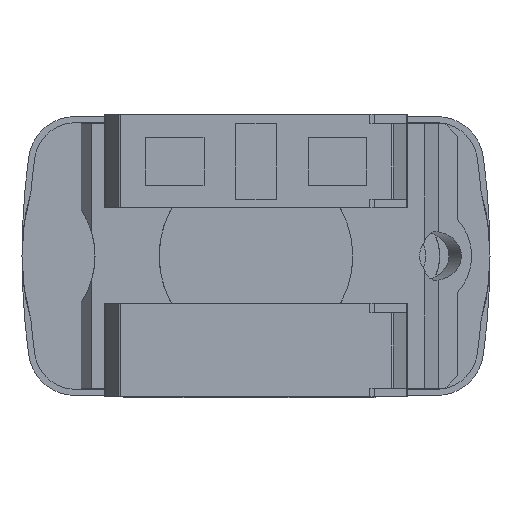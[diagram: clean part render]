
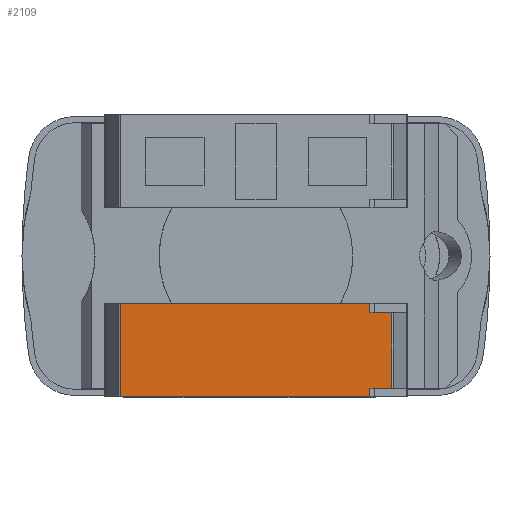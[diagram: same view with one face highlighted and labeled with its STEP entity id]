
A CAD part, front view. The second image highlights one B-rep face of the part: STEP entity #2109.
In plain terms, the highlighted planar face has unit normal (0, -1, 0).
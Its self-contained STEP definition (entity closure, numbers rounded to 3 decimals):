
#2109=ADVANCED_FACE('',(#6465),#6467,.T.);
#6465=FACE_BOUND('',#6466,.T.);
#6466=EDGE_LOOP('',(#10252,#10253,#10254,#10255,#10256,#10257,#10258,#10259));
#6467=PLANE('',#6468);
#6468=AXIS2_PLACEMENT_3D('',#6469,#6470,#6471);
#6469=CARTESIAN_POINT('',(-14.359,-28.7,-5.));
#6470=DIRECTION('',(0.,-1.,0.));
#6471=DIRECTION('',(1.,0.,0.));
#10252=ORIENTED_EDGE('',*,*,#12686,.F.);
#10253=ORIENTED_EDGE('',*,*,#12585,.F.);
#10254=ORIENTED_EDGE('',*,*,#12687,.F.);
#10255=ORIENTED_EDGE('',*,*,#12541,.F.);
#10256=ORIENTED_EDGE('',*,*,#12685,.T.);
#10257=ORIENTED_EDGE('',*,*,#12679,.T.);
#10258=ORIENTED_EDGE('',*,*,#12688,.T.);
#10259=ORIENTED_EDGE('',*,*,#12615,.T.);
#12541=EDGE_CURVE('',#14621,#14623,#14624,.T.);
#12585=EDGE_CURVE('',#14705,#14707,#14708,.T.);
#12615=EDGE_CURVE('',#14762,#14760,#14763,.T.);
#12679=EDGE_CURVE('',#14884,#14882,#14885,.T.);
#12685=EDGE_CURVE('',#14621,#14884,#14893,.T.);
#12686=EDGE_CURVE('',#14707,#14760,#14894,.T.);
#12687=EDGE_CURVE('',#14623,#14705,#14895,.T.);
#12688=EDGE_CURVE('',#14882,#14762,#14896,.T.);
#14621=VERTEX_POINT('',#19166);
#14623=VERTEX_POINT('',#19171);
#14624=LINE('',#19172,#19173);
#14705=VERTEX_POINT('',#19353);
#14707=VERTEX_POINT('',#19357);
#14708=LINE('',#19358,#19359);
#14760=VERTEX_POINT('',#19472);
#14762=VERTEX_POINT('',#19477);
#14763=LINE('',#19478,#19479);
#14882=VERTEX_POINT('',#19743);
#14884=VERTEX_POINT('',#19747);
#14885=LINE('',#19748,#19749);
#14893=LINE('',#19770,#19771);
#14894=LINE('',#19773,#19774);
#14895=LINE('',#19776,#19777);
#14896=LINE('',#19779,#19780);
#19166=CARTESIAN_POINT('',(-14.359,-28.7,-5.));
#19171=CARTESIAN_POINT('',(12.05,-28.7,-5.));
#19172=CARTESIAN_POINT('',(-14.359,-28.7,-5.));
#19173=VECTOR('',#19174,1.);
#19174=DIRECTION('',(1.,0.,0.));
#19353=CARTESIAN_POINT('',(12.05,-28.7,-6.));
#19357=CARTESIAN_POINT('',(14.359,-28.7,-6.));
#19358=CARTESIAN_POINT('',(12.05,-28.7,-6.));
#19359=VECTOR('',#19360,1.);
#19360=DIRECTION('',(1.,0.,0.));
#19472=CARTESIAN_POINT('',(14.359,-28.7,-14.));
#19477=CARTESIAN_POINT('',(12.05,-28.7,-14.));
#19478=CARTESIAN_POINT('',(12.05,-28.7,-14.));
#19479=VECTOR('',#19480,1.);
#19480=DIRECTION('',(1.,0.,0.));
#19743=CARTESIAN_POINT('',(12.05,-28.7,-14.9));
#19747=CARTESIAN_POINT('',(-14.359,-28.7,-14.9));
#19748=CARTESIAN_POINT('',(-14.359,-28.7,-14.9));
#19749=VECTOR('',#19750,1.);
#19750=DIRECTION('',(1.,0.,0.));
#19770=CARTESIAN_POINT('',(-14.359,-28.7,-5.));
#19771=VECTOR('',#19772,1.);
#19772=DIRECTION('',(0.,0.,-1.));
#19773=CARTESIAN_POINT('',(14.359,-28.7,-6.));
#19774=VECTOR('',#19775,1.);
#19775=DIRECTION('',(0.,0.,-1.));
#19776=CARTESIAN_POINT('',(12.05,-28.7,-5.));
#19777=VECTOR('',#19778,1.);
#19778=DIRECTION('',(0.,0.,-1.));
#19779=CARTESIAN_POINT('',(12.05,-28.7,-14.9));
#19780=VECTOR('',#19781,1.);
#19781=DIRECTION('',(0.,0.,1.));
